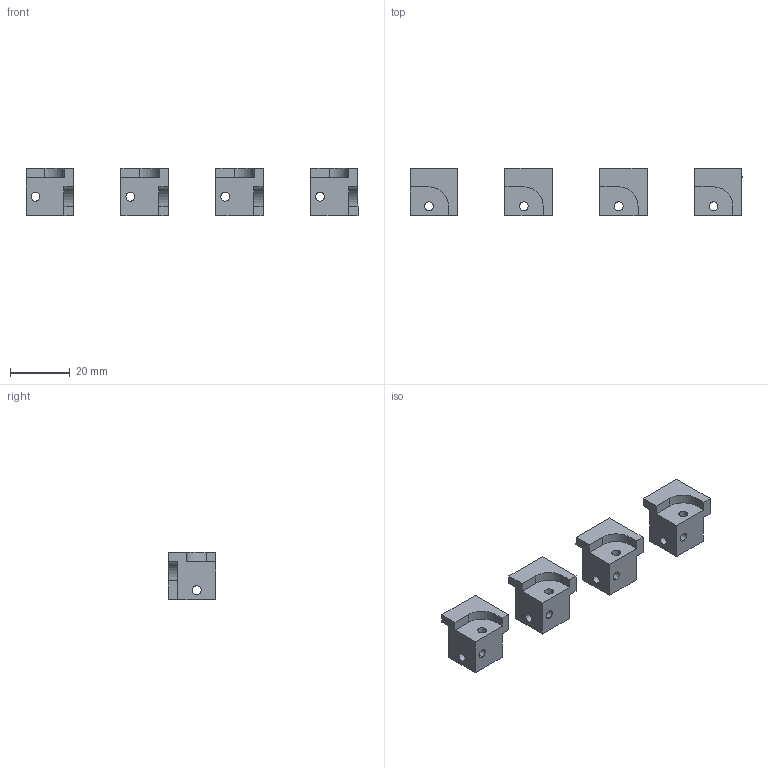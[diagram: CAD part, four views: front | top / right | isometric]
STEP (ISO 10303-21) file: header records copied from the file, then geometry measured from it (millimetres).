
FILE_DESCRIPTION (( 'STEP AP214' ), '1' );
FILE_NAME ('corners.STEP', '2017-03-09T19:54:54', ( '' ), ( '' ), 'SwSTEP 2.0', 'SolidWorks 2016', '' );
FILE_SCHEMA (( 'AUTOMOTIVE_DESIGN' ));
Length unit declared in the file: inch
Products named in the file (2): corner; corners
Assembly tree (4 placements, depth 2):
  corners
    corner  x4
Bounding box: 111.12 x 15.88 x 15.88 mm (x, y, z)
Volume: 10589.9 mm3; surface area: 7189.5 mm2
Topology: 4 solids, 4 shells, 96 faces, 264 edges, 176 vertices
Faces by surface type: plane 60, cylinder 36
Entity records: 878 total; most frequent: DIRECTION 146, CARTESIAN_POINT 141, ORIENTED_EDGE 132, EDGE_CURVE 66, AXIS2_PLACEMENT_3D 49, LINE 48, VECTOR 48, VERTEX_POINT 44
